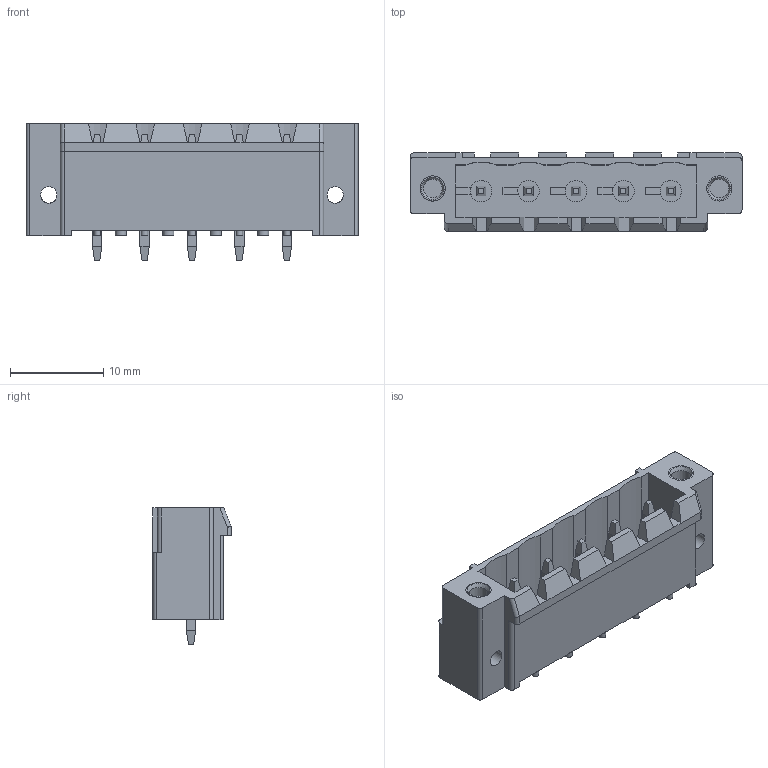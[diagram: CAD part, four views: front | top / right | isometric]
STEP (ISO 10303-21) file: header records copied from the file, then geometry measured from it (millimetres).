
FILE_DESCRIPTION( ( 'Unknown' ), '1' );
FILE_NAME( '691701520005B.stp', 'Unknown', ( 'Unknown' ), ( 'Unknown' ), 'PSStep 14.0', 'Unknown', ' ' );
FILE_SCHEMA( ( 'AUTOMOTIVE_DESIGN { 1 0 10303 214 1 1 1 1 }' ) );
Length unit declared in the file: millimetre
Products named in the file (4): Assem1; Pin_Straight 5.08mm; Thread 5.08; 05
Assembly tree (8 placements, depth 2):
  Assem1
    Pin_Straight 5.08mm  x5
    Thread 5.08  x2
    05
Bounding box: 35.56 x 8.4 x 14.6 mm (x, y, z)
Volume: 1396.2 mm3; surface area: 3173.4 mm2
Topology: 8 solids, 8 shells, 311 faces, 816 edges, 520 vertices
Faces by surface type: plane 266, cylinder 43, cone 2
Full cylindrical faces by diameter (mm): 0.7 x5, 1.2 x4, 1.75 x4, 2.013 x2, 2.3 x5, 2.7 x4
Entity records: 9774 total; most frequent: CARTESIAN_POINT 1349, ORIENTED_EDGE 1310, DIRECTION 1278, EDGE_CURVE 655, LINE 550, VECTOR 550, VERTEX_POINT 435, AXIS2_PLACEMENT_3D 364
